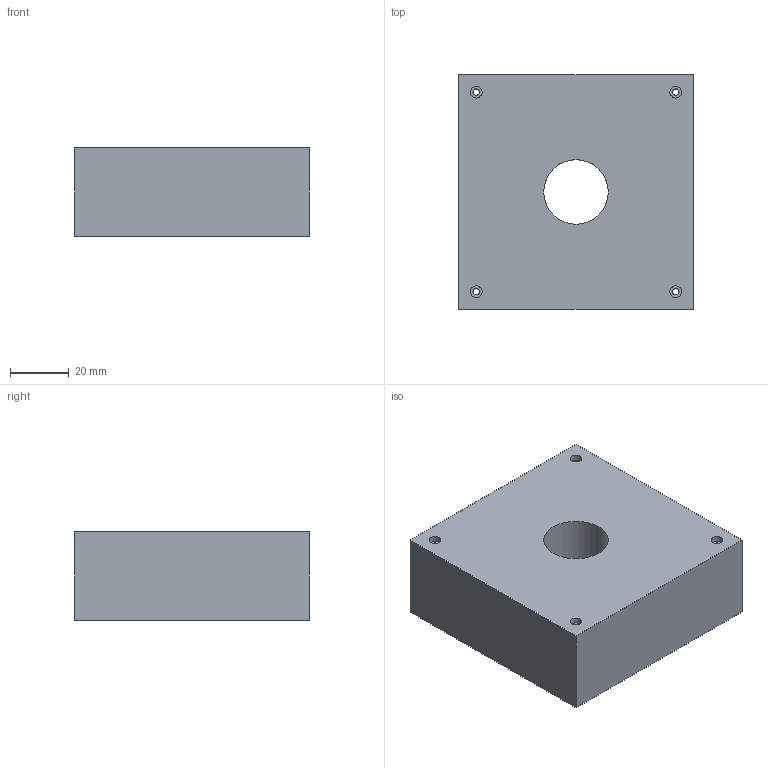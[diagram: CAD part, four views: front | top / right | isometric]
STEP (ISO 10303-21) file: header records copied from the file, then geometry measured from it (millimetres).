
FILE_DESCRIPTION(('Open CASCADE Model'),'2;1');
FILE_NAME('Open CASCADE Shape Model','2025-11-20T12:29:41',('Author'),( 'Open CASCADE'),'Open CASCADE STEP processor 7.8','Open CASCADE 7.8' ,'Unknown');
FILE_SCHEMA(('AUTOMOTIVE_DESIGN { 1 0 10303 214 1 1 1 1 }'));
Length unit declared in the file: millimetre
Products named in the file (1): Open CASCADE STEP translator 7.8 1
Bounding box: 80 x 80 x 30 mm (x, y, z)
Volume: 180069.7 mm3; surface area: 24557.4 mm2
Topology: 1 solids, 1 shells, 19 faces, 39 edges, 26 vertices
Faces by surface type: plane 10, cylinder 9
Full cylindrical faces by diameter (mm): 2.2 x4, 4 x4, 22 x1
Entity records: 1060 total; most frequent: CARTESIAN_POINT 187, DIRECTION 171, LINE 81, VECTOR 81, ORIENTED_EDGE 78, PCURVE 78, DEFINITIONAL_REPRESENTATION 78, EDGE_CURVE 39
